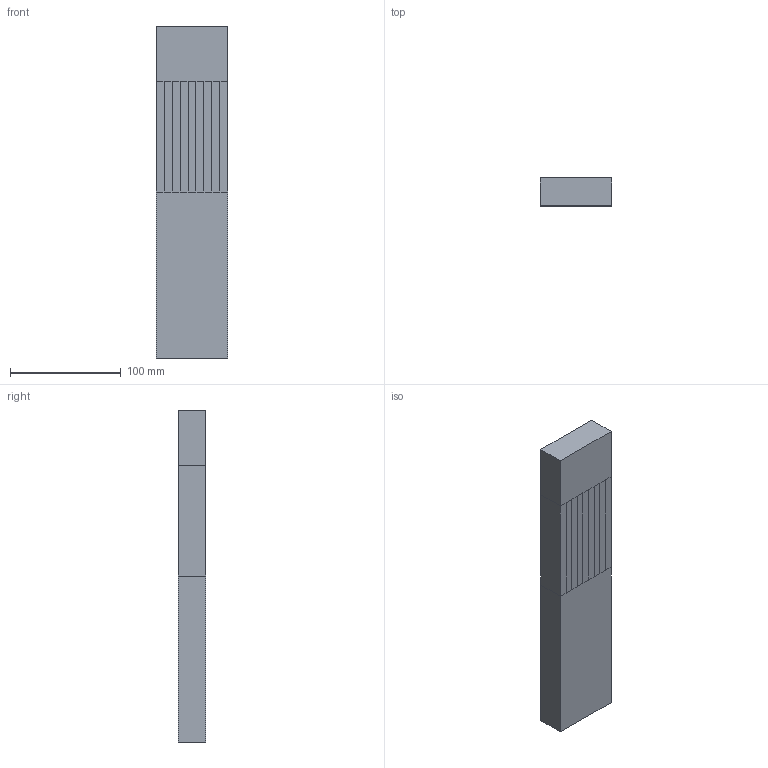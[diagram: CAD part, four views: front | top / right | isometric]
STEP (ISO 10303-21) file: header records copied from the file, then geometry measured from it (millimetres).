
FILE_DESCRIPTION((''),'2;1');
FILE_NAME( 'heat_sink.stp','2000-08-23T15:48:43',('User'),('SDRC'),'I-DEAS Master Series 8','UNIX','Yes');
FILE_SCHEMA(('CONFIG_CONTROL_DESIGN'));
Length unit declared in the file: millimetre
Bounding box: 65 x 25 x 300 mm (x, y, z)
Surface area: 80500 mm2 (no closed solid volume)
Topology: 0 solids, 44 shells, 56 faces, 267 edges, 224 vertices
Faces by surface type: bspline 56
Entity records: 2193 total; most frequent: CARTESIAN_POINT 921, ORIENTED_EDGE 256, EDGE_CURVE 236, B_SPLINE_CURVE_WITH_KNOTS 180, VERTEX_POINT 160, QUASI_UNIFORM_CURVE 87, B_SPLINE_SURFACE_WITH_KNOTS 56, EDGE_LOOP 56
